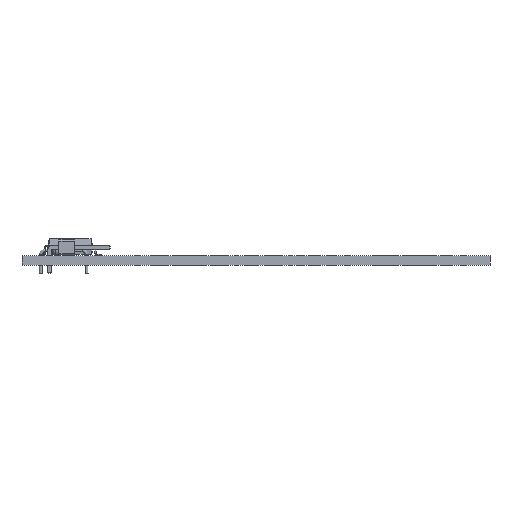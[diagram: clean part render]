
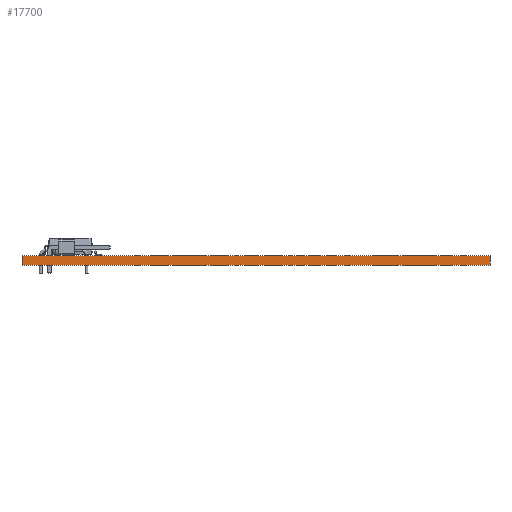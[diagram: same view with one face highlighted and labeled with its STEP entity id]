
A CAD part, front view. The second image highlights one B-rep face of the part: STEP entity #17700.
In plain terms, the highlighted planar face has unit normal (0, -1, 0).
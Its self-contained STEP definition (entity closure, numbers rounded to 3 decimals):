
#17700 = ADVANCED_FACE('',(#17701),#17735,.T.);
#17701 = FACE_BOUND('',#17702,.T.);
#17702 = EDGE_LOOP('',(#17703,#17713,#17721,#17729));
#17703 = ORIENTED_EDGE('',*,*,#17704,.T.);
#17704 = EDGE_CURVE('',#17705,#17707,#17709,.T.);
#17705 = VERTEX_POINT('',#17706);
#17706 = CARTESIAN_POINT('',(157.6,-127.,0.));
#17707 = VERTEX_POINT('',#17708);
#17708 = CARTESIAN_POINT('',(157.6,-127.,1.6));
#17709 = LINE('',#17710,#17711);
#17710 = CARTESIAN_POINT('',(157.6,-127.,0.));
#17711 = VECTOR('',#17712,1.);
#17712 = DIRECTION('',(0.,0.,1.));
#17713 = ORIENTED_EDGE('',*,*,#17714,.T.);
#17714 = EDGE_CURVE('',#17707,#17715,#17717,.T.);
#17715 = VERTEX_POINT('',#17716);
#17716 = CARTESIAN_POINT('',(80.,-127.,1.6));
#17717 = LINE('',#17718,#17719);
#17718 = CARTESIAN_POINT('',(157.6,-127.,1.6));
#17719 = VECTOR('',#17720,1.);
#17720 = DIRECTION('',(-1.,0.,0.));
#17721 = ORIENTED_EDGE('',*,*,#17722,.F.);
#17722 = EDGE_CURVE('',#17723,#17715,#17725,.T.);
#17723 = VERTEX_POINT('',#17724);
#17724 = CARTESIAN_POINT('',(80.,-127.,0.));
#17725 = LINE('',#17726,#17727);
#17726 = CARTESIAN_POINT('',(80.,-127.,0.));
#17727 = VECTOR('',#17728,1.);
#17728 = DIRECTION('',(0.,0.,1.));
#17729 = ORIENTED_EDGE('',*,*,#17730,.F.);
#17730 = EDGE_CURVE('',#17705,#17723,#17731,.T.);
#17731 = LINE('',#17732,#17733);
#17732 = CARTESIAN_POINT('',(157.6,-127.,0.));
#17733 = VECTOR('',#17734,1.);
#17734 = DIRECTION('',(-1.,0.,0.));
#17735 = PLANE('',#17736);
#17736 = AXIS2_PLACEMENT_3D('',#17737,#17738,#17739);
#17737 = CARTESIAN_POINT('',(157.6,-127.,0.));
#17738 = DIRECTION('',(0.,-1.,0.));
#17739 = DIRECTION('',(-1.,0.,0.));
